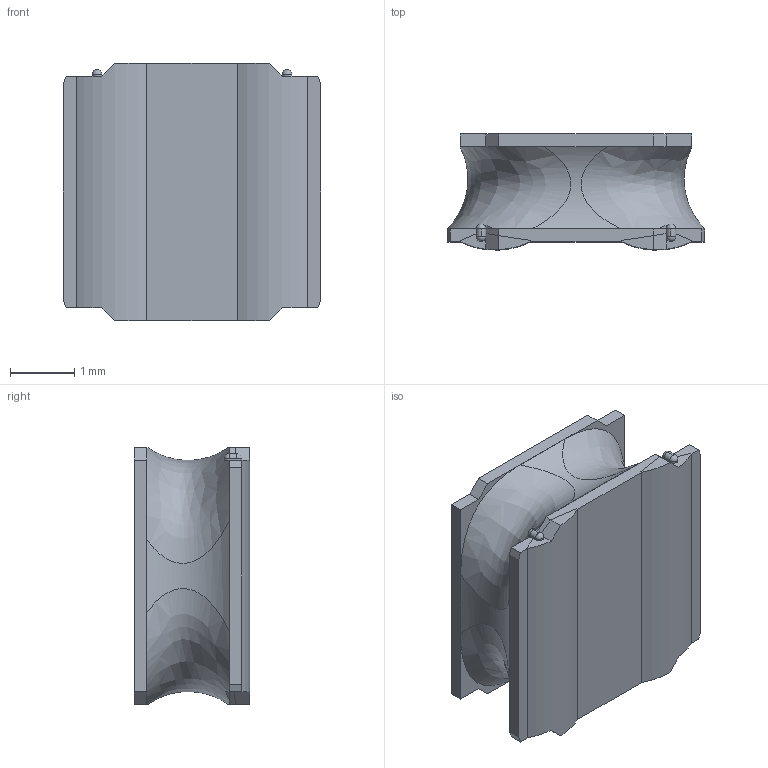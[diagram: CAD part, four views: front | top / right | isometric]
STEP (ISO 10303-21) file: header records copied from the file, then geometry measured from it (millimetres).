
FILE_DESCRIPTION (( 'STEP AP214' ), '1' );
FILE_NAME ('NRS4018T470MDGJ.STEP', '2021-10-24T19:35:36', ( '' ), ( '' ), 'SwSTEP 2.0', 'SolidWorks 2017', '' );
FILE_SCHEMA (( 'AUTOMOTIVE_DESIGN' ));
Length unit declared in the file: millimetre
Products named in the file (1): NRS4018T470MDGJ
Bounding box: 4 x 1.8 x 4 mm (x, y, z)
Volume: 21 mm3; surface area: 129.7 mm2
Topology: 7 solids, 7 shells, 106 faces, 268 edges, 172 vertices
Faces by surface type: plane 82, cylinder 16, sphere 4, bspline 4
Entity records: 3508 total; most frequent: CARTESIAN_POINT 987, ORIENTED_EDGE 520, DIRECTION 454, EDGE_CURVE 260, LINE 200, VECTOR 200, VERTEX_POINT 168, AXIS2_PLACEMENT_3D 127
